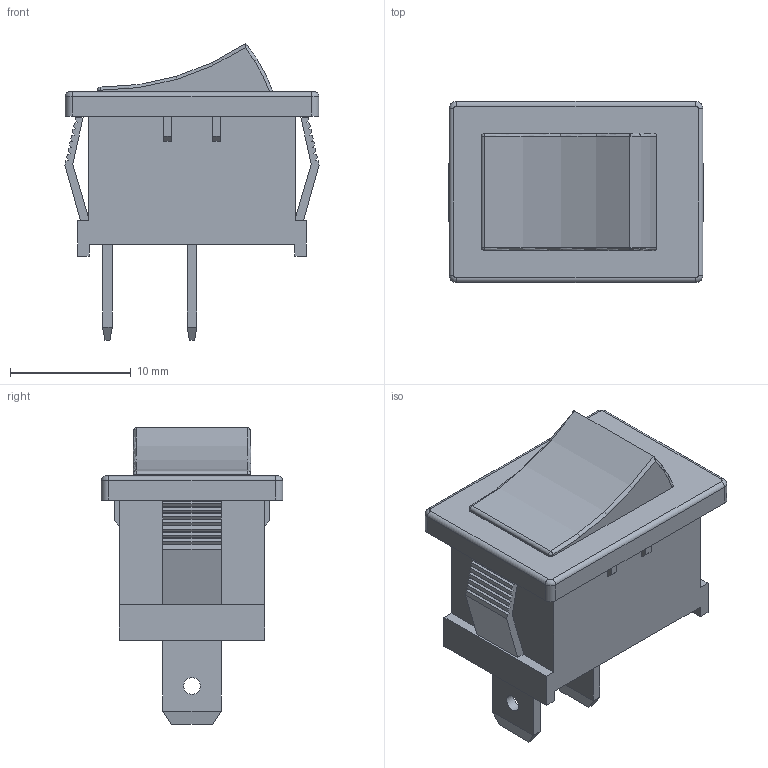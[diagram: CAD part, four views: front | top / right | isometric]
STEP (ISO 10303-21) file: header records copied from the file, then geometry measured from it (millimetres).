
FILE_DESCRIPTION(/* description */ ('Unknown'),/* implementation_level */ '2;1');
FILE_NAME(/* name */ 'RA1113112R',/* time_stamp */ '2024-01-26T07:37:28+02:00',/* author */ ('Unknown'),/* organization */ ('Unknown'),/* preprocessor_version */ 'ST-DEVELOPER v18.102',/* originating_system */ 'Solid Edge',/* authorisation */ 'Unknown');
FILE_SCHEMA (('AUTOMOTIVE_DESIGN {1 0 10303 214 3 1 1}'));
Length unit declared in the file: millimetre
Products named in the file (1): RA1113112R
Bounding box: 21.04 x 15 x 24.58 mm (x, y, z)
Volume: 3214.7 mm3; surface area: 1931.5 mm2
Topology: 1 solids, 1 shells, 141 faces, 385 edges, 250 vertices
Faces by surface type: plane 116, cylinder 15, torus 10
Full cylindrical faces by diameter (mm): 1.397 x2
Entity records: 5400 total; most frequent: CARTESIAN_POINT 855, ORIENTED_EDGE 762, DIRECTION 679, EDGE_CURVE 381, LINE 311, VECTOR 311, VERTEX_POINT 248, AXIS2_PLACEMENT_3D 184
